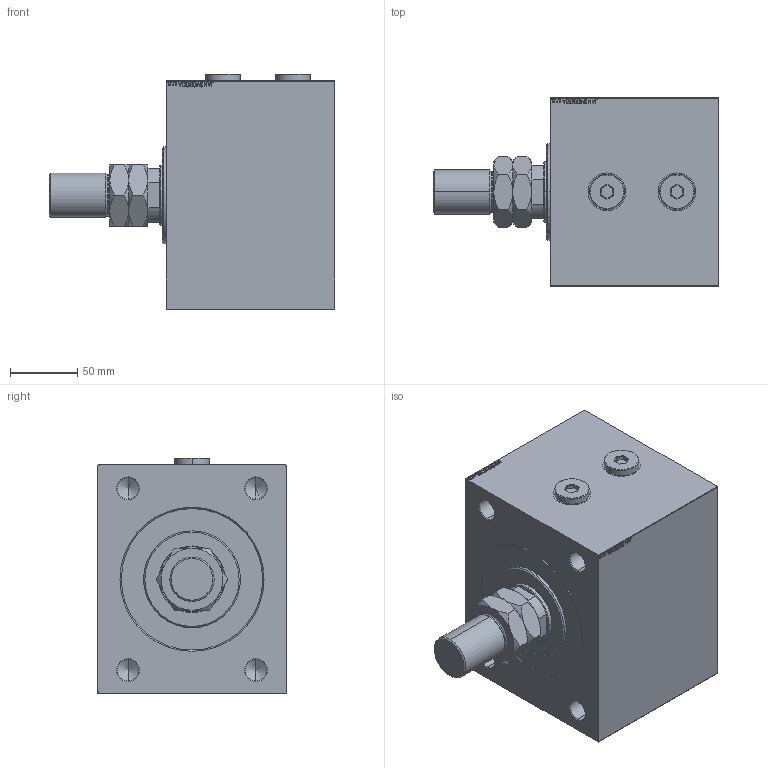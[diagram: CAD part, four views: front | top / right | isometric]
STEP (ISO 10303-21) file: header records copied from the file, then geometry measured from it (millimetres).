
FILE_DESCRIPTION (( 'STEP AP203' ), '1' );
FILE_NAME ('03b5.STEP', '2024-02-12T02:03:34', ( '' ), ( '' ), 'SwSTEP 2.0', 'SolidWorks 2019', '' );
FILE_SCHEMA (( 'CONFIG_CONTROL_DESIGN' ));
Length unit declared in the file: millimetre
Products named in the file (6): Zatka_OIL_PORT 454aaae49ac4aeda636c091f1209c189; V450CM_B_Body 454aaae49ac4aeda636c091f1209c189; V450CM_B_VCP 454aaae49ac4aeda636c091f1209c189; V450CM_VC_B 454aaae49ac4aeda636c091f1209c189; MTA 454aaae49ac4aeda636c091f1209c189; 03b5
Assembly tree (6 placements, depth 2):
  03b5
    V450CM_B_Body 454aaae49ac4aeda636c091f1209c189
    V450CM_B_VCP 454aaae49ac4aeda636c091f1209c189
    V450CM_VC_B 454aaae49ac4aeda636c091f1209c189
    MTA 454aaae49ac4aeda636c091f1209c189
    Zatka_OIL_PORT 454aaae49ac4aeda636c091f1209c189  x2
Bounding box: 212 x 140 x 174.9 mm (x, y, z)
Volume: 2921591.4 mm3; surface area: 234353.7 mm2
Topology: 6 solids, 6 shells, 985 faces, 2472 edges, 1603 vertices
Faces by surface type: plane 451, bspline 380, cone 78, cylinder 74, torus 2
Entity records: 47196 total; most frequent: CARTESIAN_POINT 26016, ORIENTED_EDGE 4828, DIRECTION 2982, EDGE_CURVE 2414, VERTEX_POINT 1579, VECTOR 1396, LINE 1396, EDGE_LOOP 1095
